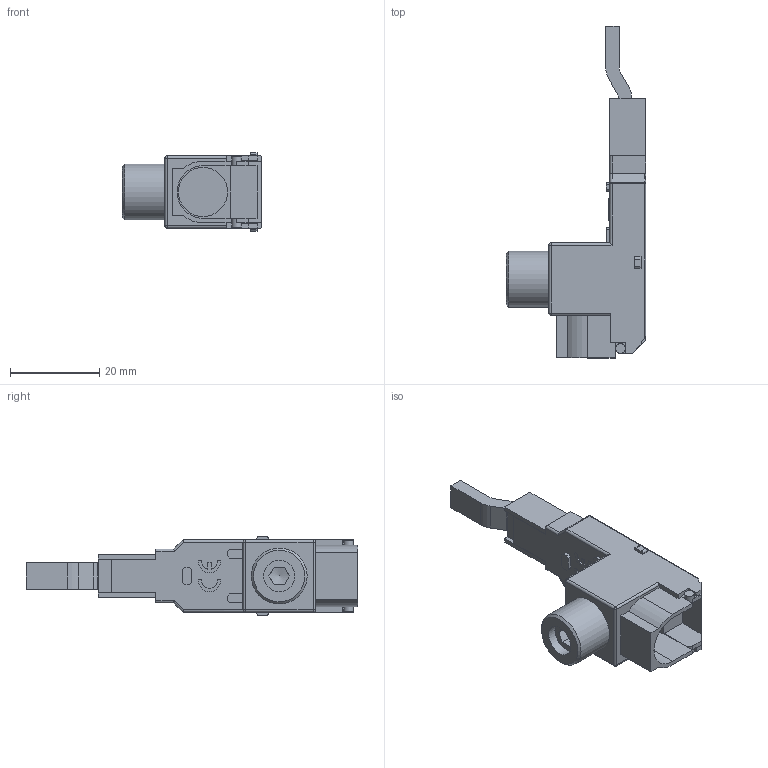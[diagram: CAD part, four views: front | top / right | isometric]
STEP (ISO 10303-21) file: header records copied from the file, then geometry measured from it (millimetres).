
FILE_DESCRIPTION(/* description */ ('1100 Series MCB Accessories,Terminal Power Feed, To be used with UL489 Bus bars'),/* implementation_level */ '2;1');
FILE_NAME(/* name */ '1100-B2MTF.stp',/* time_stamp */ '2021-02-09T15:54:39+05:00',/* author */ ('Suhas'),/* organization */ (''),/* preprocessor_version */ 'ST-DEVELOPER v18.1',/* originating_system */ 'Autodesk Inventor 2021',/* authorisation */ '');
FILE_SCHEMA (('AUTOMOTIVE_DESIGN { 1 0 10303 214 3 1 1 }'));
Length unit declared in the file: millimetre
Products named in the file (1): 11C90018X01
Bounding box: 31.1 x 74.2 x 17.6 mm (x, y, z)
Volume: 9488.8 mm3; surface area: 7103 mm2
Topology: 1 solids, 2 shells, 214 faces, 587 edges, 376 vertices
Faces by surface type: plane 157, cylinder 42, cone 7, sphere 6, bspline 2
Full cylindrical faces by diameter (mm): 2.2 x2, 7 x1, 8.917 x1, 11 x1, 12.5 x1
Entity records: 6987 total; most frequent: CARTESIAN_POINT 1256, ORIENTED_EDGE 1164, DIRECTION 1081, EDGE_CURVE 582, LINE 473, VECTOR 473, VERTEX_POINT 376, AXIS2_PLACEMENT_3D 304
